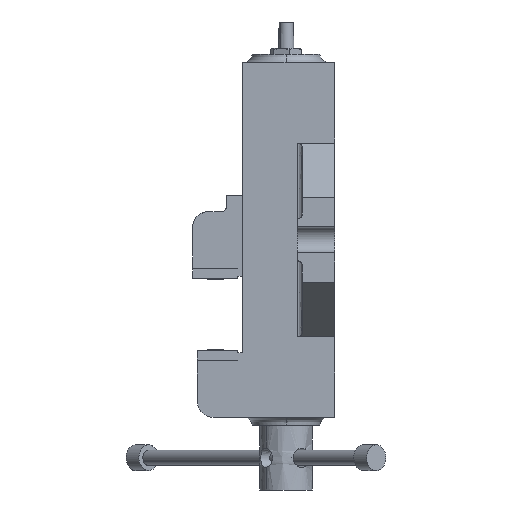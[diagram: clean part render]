
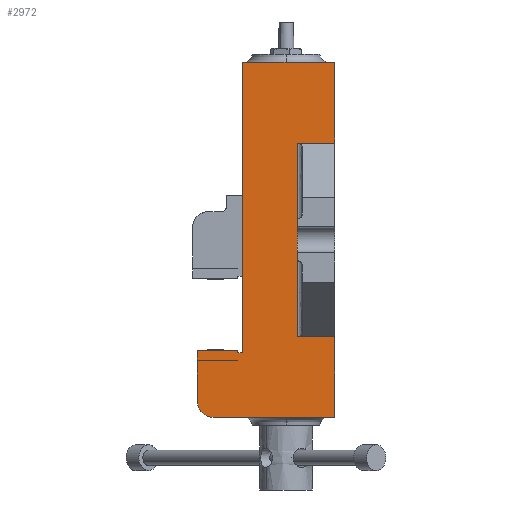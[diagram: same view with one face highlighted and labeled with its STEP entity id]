
A CAD part, left-side view. The second image highlights one B-rep face of the part: STEP entity #2972.
In plain terms, the highlighted free-form (B-spline) face has degree [1, 1] with [2, 2] control points.
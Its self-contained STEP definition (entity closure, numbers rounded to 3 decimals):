
#2323 = EDGE_CURVE('',#2324,#2326,#2328,.T.);
#2324 = VERTEX_POINT('',#2325);
#2325 = CARTESIAN_POINT('',(-98.916,36.511,
    -102.18));
#2326 = VERTEX_POINT('',#2327);
#2327 = CARTESIAN_POINT('',(-98.916,36.511,
    -102.908));
#2328 = B_SPLINE_CURVE_WITH_KNOTS('',1,(#2329,#2330),.UNSPECIFIED.,.F.,
  .F.,(2,2),(4.5,5.),.PIECEWISE_BEZIER_KNOTS.);
#2329 = CARTESIAN_POINT('',(-98.916,36.511,
    -102.18));
#2330 = CARTESIAN_POINT('',(-98.916,36.511,
    -102.908));
#2523 = EDGE_CURVE('',#2524,#2526,#2528,.T.);
#2524 = VERTEX_POINT('',#2525);
#2525 = CARTESIAN_POINT('',(-98.916,-50.845,
    166.441));
#2526 = VERTEX_POINT('',#2527);
#2527 = CARTESIAN_POINT('',(-98.916,32.144,
    166.441));
#2528 = B_SPLINE_CURVE_WITH_KNOTS('',1,(#2529,#2530),.UNSPECIFIED.,.F.,
  .F.,(2,2),(0.,57.),.PIECEWISE_BEZIER_KNOTS.);
#2529 = CARTESIAN_POINT('',(-98.916,-50.845,
    166.441));
#2530 = CARTESIAN_POINT('',(-98.916,32.144,
    166.441));
#2598 = EDGE_CURVE('',#2524,#2599,#2601,.T.);
#2599 = VERTEX_POINT('',#2600);
#2600 = CARTESIAN_POINT('',(-98.916,-50.845,
    93.644));
#2601 = B_SPLINE_CURVE_WITH_KNOTS('',1,(#2602,#2603),.UNSPECIFIED.,.F.,
  .F.,(2,2),(0.,50.),.PIECEWISE_BEZIER_KNOTS.);
#2602 = CARTESIAN_POINT('',(-98.916,-50.845,
    166.441));
#2603 = CARTESIAN_POINT('',(-98.916,-50.845,
    93.644));
#2651 = VERTEX_POINT('',#2652);
#2652 = CARTESIAN_POINT('',(-98.916,-50.845,
    -81.069));
#2657 = EDGE_CURVE('',#2651,#2658,#2660,.T.);
#2658 = VERTEX_POINT('',#2659);
#2659 = CARTESIAN_POINT('',(-98.916,-50.845,
    -153.866));
#2660 = B_SPLINE_CURVE_WITH_KNOTS('',1,(#2661,#2662),.UNSPECIFIED.,.F.,
  .F.,(2,2),(170.,220.),.PIECEWISE_BEZIER_KNOTS.);
#2661 = CARTESIAN_POINT('',(-98.916,-50.845,
    -81.069));
#2662 = CARTESIAN_POINT('',(-98.916,-50.845,
    -153.866));
#2716 = EDGE_CURVE('',#2717,#2658,#2719,.T.);
#2717 = VERTEX_POINT('',#2718);
#2718 = CARTESIAN_POINT('',(-98.916,58.35,
    -153.866));
#2719 = B_SPLINE_CURVE_WITH_KNOTS('',1,(#2720,#2721),.UNSPECIFIED.,.F.,
  .F.,(2,2),(0.,75.),.PIECEWISE_BEZIER_KNOTS.);
#2720 = CARTESIAN_POINT('',(-98.916,58.35,
    -153.866));
#2721 = CARTESIAN_POINT('',(-98.916,-50.845,
    -153.866));
#2738 = EDGE_CURVE('',#2739,#2717,#2741,.T.);
#2739 = VERTEX_POINT('',#2740);
#2740 = CARTESIAN_POINT('',(-98.916,72.91,
    -139.307));
#2741 = ( BOUNDED_CURVE() B_SPLINE_CURVE(2,(#2742,#2743,#2744),
.UNSPECIFIED.,.F.,.F.) B_SPLINE_CURVE_WITH_KNOTS((3,3),(1.571,
3.142),.PIECEWISE_BEZIER_KNOTS.) CURVE() 
GEOMETRIC_REPRESENTATION_ITEM() RATIONAL_B_SPLINE_CURVE((1.,
0.707,1.)) REPRESENTATION_ITEM('') );
#2742 = CARTESIAN_POINT('',(-98.916,72.91,
    -139.307));
#2743 = CARTESIAN_POINT('',(-98.916,72.91,
    -153.866));
#2744 = CARTESIAN_POINT('',(-98.916,58.35,
    -153.866));
#2774 = EDGE_CURVE('',#2775,#2739,#2777,.T.);
#2775 = VERTEX_POINT('',#2776);
#2776 = CARTESIAN_POINT('',(-98.916,72.91,
    -102.908));
#2777 = B_SPLINE_CURVE_WITH_KNOTS('',1,(#2778,#2779),.UNSPECIFIED.,.F.,
  .F.,(2,2),(0.,25.),.PIECEWISE_BEZIER_KNOTS.);
#2778 = CARTESIAN_POINT('',(-98.916,72.91,
    -102.908));
#2779 = CARTESIAN_POINT('',(-98.916,72.91,
    -139.307));
#2818 = EDGE_CURVE('',#2326,#2775,#2819,.T.);
#2819 = B_SPLINE_CURVE_WITH_KNOTS('',1,(#2820,#2821),.UNSPECIFIED.,.F.,
  .F.,(2,2),(0.,25.),.PIECEWISE_BEZIER_KNOTS.);
#2820 = CARTESIAN_POINT('',(-98.916,36.511,
    -102.908));
#2821 = CARTESIAN_POINT('',(-98.916,72.91,
    -102.908));
#2860 = VERTEX_POINT('',#2861);
#2861 = CARTESIAN_POINT('',(-98.916,36.511,
    -95.628));
#2866 = EDGE_CURVE('',#2867,#2860,#2869,.T.);
#2867 = VERTEX_POINT('',#2868);
#2868 = CARTESIAN_POINT('',(-98.916,32.144,
    -95.628));
#2869 = B_SPLINE_CURVE_WITH_KNOTS('',1,(#2870,#2871),.UNSPECIFIED.,.F.,
  .F.,(2,2),(0.,3.),.PIECEWISE_BEZIER_KNOTS.);
#2870 = CARTESIAN_POINT('',(-98.916,32.144,
    -95.628));
#2871 = CARTESIAN_POINT('',(-98.916,36.511,
    -95.628));
#2960 = EDGE_CURVE('',#2526,#2867,#2961,.T.);
#2961 = B_SPLINE_CURVE_WITH_KNOTS('',1,(#2962,#2963),.UNSPECIFIED.,.F.,
  .F.,(2,2),(0.,180.),.PIECEWISE_BEZIER_KNOTS.);
#2962 = CARTESIAN_POINT('',(-98.916,32.144,
    166.441));
#2963 = CARTESIAN_POINT('',(-98.916,32.144,
    -95.628));
#2972 = ADVANCED_FACE('',(#2973),#3030,.T.);
#2973 = FACE_BOUND('',#2974,.T.);
#2974 = EDGE_LOOP('',(#2975,#2982,#2989,#2994,#2995,#2996,#2997,#2998,
    #3005,#3012,#3019,#3024,#3025,#3026,#3027,#3028,#3029));
#2975 = ORIENTED_EDGE('',*,*,#2976,.F.);
#2976 = EDGE_CURVE('',#2977,#2651,#2979,.T.);
#2977 = VERTEX_POINT('',#2978);
#2978 = CARTESIAN_POINT('',(-98.916,-17.358,
    -81.069));
#2979 = B_SPLINE_CURVE_WITH_KNOTS('',1,(#2980,#2981),.UNSPECIFIED.,.F.,
  .F.,(2,2),(-3.,20.),.PIECEWISE_BEZIER_KNOTS.);
#2980 = CARTESIAN_POINT('',(-98.916,-17.358,
    -81.069));
#2981 = CARTESIAN_POINT('',(-98.916,-50.845,
    -81.069));
#2982 = ORIENTED_EDGE('',*,*,#2983,.T.);
#2983 = EDGE_CURVE('',#2977,#2984,#2986,.T.);
#2984 = VERTEX_POINT('',#2985);
#2985 = CARTESIAN_POINT('',(-98.916,-17.358,
    93.644));
#2986 = B_SPLINE_CURVE_WITH_KNOTS('',1,(#2987,#2988),.UNSPECIFIED.,.F.,
  .F.,(2,2),(40.,160.),.PIECEWISE_BEZIER_KNOTS.);
#2987 = CARTESIAN_POINT('',(-98.916,-17.358,
    -81.069));
#2988 = CARTESIAN_POINT('',(-98.916,-17.358,
    93.644));
#2989 = ORIENTED_EDGE('',*,*,#2990,.T.);
#2990 = EDGE_CURVE('',#2984,#2599,#2991,.T.);
#2991 = B_SPLINE_CURVE_WITH_KNOTS('',1,(#2992,#2993),.UNSPECIFIED.,.F.,
  .F.,(2,2),(-3.,20.),.PIECEWISE_BEZIER_KNOTS.);
#2992 = CARTESIAN_POINT('',(-98.916,-17.358,
    93.644));
#2993 = CARTESIAN_POINT('',(-98.916,-50.845,
    93.644));
#2994 = ORIENTED_EDGE('',*,*,#2598,.F.);
#2995 = ORIENTED_EDGE('',*,*,#2523,.T.);
#2996 = ORIENTED_EDGE('',*,*,#2960,.T.);
#2997 = ORIENTED_EDGE('',*,*,#2866,.T.);
#2998 = ORIENTED_EDGE('',*,*,#2999,.F.);
#2999 = EDGE_CURVE('',#3000,#2860,#3002,.T.);
#3000 = VERTEX_POINT('',#3001);
#3001 = CARTESIAN_POINT('',(-98.916,36.511,
    -93.445));
#3002 = B_SPLINE_CURVE_WITH_KNOTS('',1,(#3003,#3004),.UNSPECIFIED.,.F.,
  .F.,(2,2),(-0.,1.5),.PIECEWISE_BEZIER_KNOTS.);
#3003 = CARTESIAN_POINT('',(-98.916,36.511,
    -93.445));
#3004 = CARTESIAN_POINT('',(-98.916,36.511,
    -95.628));
#3005 = ORIENTED_EDGE('',*,*,#3006,.F.);
#3006 = EDGE_CURVE('',#3007,#3000,#3009,.T.);
#3007 = VERTEX_POINT('',#3008);
#3008 = CARTESIAN_POINT('',(-98.916,72.91,
    -93.445));
#3009 = B_SPLINE_CURVE_WITH_KNOTS('',1,(#3010,#3011),.UNSPECIFIED.,.F.,
  .F.,(2,2),(-85.,-60.),.PIECEWISE_BEZIER_KNOTS.);
#3010 = CARTESIAN_POINT('',(-98.916,72.91,
    -93.445));
#3011 = CARTESIAN_POINT('',(-98.916,36.511,
    -93.445));
#3012 = ORIENTED_EDGE('',*,*,#3013,.T.);
#3013 = EDGE_CURVE('',#3007,#3014,#3016,.T.);
#3014 = VERTEX_POINT('',#3015);
#3015 = CARTESIAN_POINT('',(-98.916,72.91,
    -102.18));
#3016 = B_SPLINE_CURVE_WITH_KNOTS('',1,(#3017,#3018),.UNSPECIFIED.,.F.,
  .F.,(2,2),(-0.,6.),.PIECEWISE_BEZIER_KNOTS.);
#3017 = CARTESIAN_POINT('',(-98.916,72.91,
    -93.445));
#3018 = CARTESIAN_POINT('',(-98.916,72.91,
    -102.18));
#3019 = ORIENTED_EDGE('',*,*,#3020,.T.);
#3020 = EDGE_CURVE('',#3014,#2324,#3021,.T.);
#3021 = B_SPLINE_CURVE_WITH_KNOTS('',1,(#3022,#3023),.UNSPECIFIED.,.F.,
  .F.,(2,2),(-85.,-60.),.PIECEWISE_BEZIER_KNOTS.);
#3022 = CARTESIAN_POINT('',(-98.916,72.91,
    -102.18));
#3023 = CARTESIAN_POINT('',(-98.916,36.511,
    -102.18));
#3024 = ORIENTED_EDGE('',*,*,#2323,.T.);
#3025 = ORIENTED_EDGE('',*,*,#2818,.T.);
#3026 = ORIENTED_EDGE('',*,*,#2774,.T.);
#3027 = ORIENTED_EDGE('',*,*,#2738,.T.);
#3028 = ORIENTED_EDGE('',*,*,#2716,.T.);
#3029 = ORIENTED_EDGE('',*,*,#2657,.F.);
#3030 = B_SPLINE_SURFACE_WITH_KNOTS('',1,1,(
    (#3031,#3032)
    ,(#3033,#3034
    )),.UNSPECIFIED.,.F.,.F.,.F.,(2,2),(2,2),(-10.,210.),(-75.,10.),
  .PIECEWISE_BEZIER_KNOTS.);
#3031 = CARTESIAN_POINT('',(-98.916,-50.845,
    -153.866));
#3032 = CARTESIAN_POINT('',(-98.916,72.91,
    -153.866));
#3033 = CARTESIAN_POINT('',(-98.916,-50.845,
    166.441));
#3034 = CARTESIAN_POINT('',(-98.916,72.91,
    166.441));
